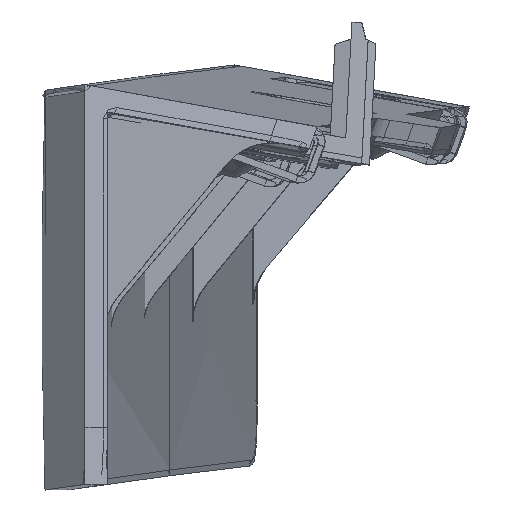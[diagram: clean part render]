
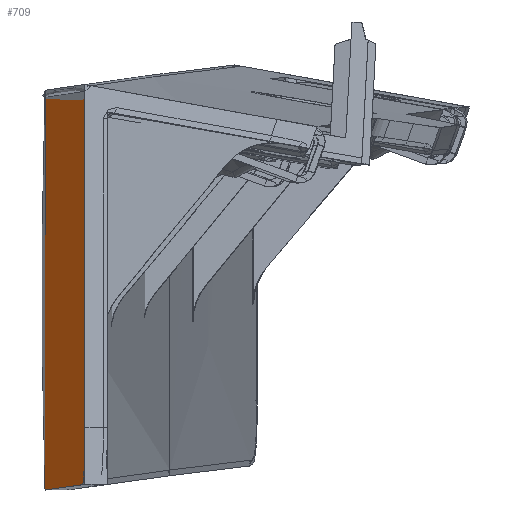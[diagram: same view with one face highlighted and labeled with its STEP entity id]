
A CAD part, left-side view. The second image highlights one B-rep face of the part: STEP entity #709.
In plain terms, the highlighted free-form (B-spline) face has degree [1, 3] with [3, 8] control points.
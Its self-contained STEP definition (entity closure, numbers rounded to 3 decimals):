
#709=ADVANCED_FACE('',(#1390),#1187,.T.);
#1187=B_SPLINE_SURFACE_WITH_KNOTS('',1,3,((#18430,#18431,#18432,#18433,
#18434,#18435,#18436,#18437),(#18438,#18439,#18440,#18441,#18442,#18443,
#18444,#18445),(#18446,#18447,#18448,#18449,#18450,#18451,#18452,#18453)),
 .UNSPECIFIED.,.F.,.F.,.F.,(2,1,2),(4,1,3,4),(0.,0.083,1.),
(0.,0.482,0.963,1.),.UNSPECIFIED.);
#1390=FACE_OUTER_BOUND('',#1895,.T.);
#1895=EDGE_LOOP('',(#3208,#3209,#3210,#3211,#3212,#3213,#3214,#3215));
#3208=ORIENTED_EDGE('',*,*,#6411,.T.);
#3209=ORIENTED_EDGE('',*,*,#6464,.T.);
#3210=ORIENTED_EDGE('',*,*,#6395,.F.);
#3211=ORIENTED_EDGE('',*,*,#6465,.T.);
#3212=ORIENTED_EDGE('',*,*,#6466,.T.);
#3213=ORIENTED_EDGE('',*,*,#6467,.T.);
#3214=ORIENTED_EDGE('',*,*,#6468,.T.);
#3215=ORIENTED_EDGE('',*,*,#6412,.T.);
#5412=VERTEX_POINT('',#17569);
#5413=VERTEX_POINT('',#17580);
#5424=VERTEX_POINT('',#17699);
#5426=VERTEX_POINT('',#17748);
#5427=VERTEX_POINT('',#17753);
#5475=VERTEX_POINT('',#18417);
#5476=VERTEX_POINT('',#18422);
#5477=VERTEX_POINT('',#18425);
#6395=EDGE_CURVE('',#5412,#5413,#7768,.T.);
#6411=EDGE_CURVE('',#5427,#5426,#7784,.T.);
#6412=EDGE_CURVE('',#5424,#5427,#7785,.T.);
#6464=EDGE_CURVE('',#5426,#5413,#7836,.T.);
#6465=EDGE_CURVE('',#5412,#5475,#7837,.T.);
#6466=EDGE_CURVE('',#5475,#5476,#7838,.T.);
#6467=EDGE_CURVE('',#5476,#5477,#7839,.T.);
#6468=EDGE_CURVE('',#5477,#5424,#7840,.T.);
#7768=B_SPLINE_CURVE_WITH_KNOTS('',3,(#17570,#17571,#17572,#17573,#17574,
#17575,#17576,#17577,#17578,#17579),.UNSPECIFIED.,.F.,.F.,(4,3,3,4),(0.,
0.302,0.625,1.),.UNSPECIFIED.);
#7784=B_SPLINE_CURVE_WITH_KNOTS('',3,(#17749,#17750,#17751,#17752),
 .UNSPECIFIED.,.F.,.F.,(4,4),(0.,1.),.UNSPECIFIED.);
#7785=B_SPLINE_CURVE_WITH_KNOTS('',3,(#17754,#17755,#17756,#17757),
 .UNSPECIFIED.,.F.,.F.,(4,4),(0.,1.),.UNSPECIFIED.);
#7836=B_SPLINE_CURVE_WITH_KNOTS('',3,(#18407,#18408,#18409,#18410,#18411,
#18412),.UNSPECIFIED.,.F.,.F.,(4,2,4),(0.,0.5,1.),.UNSPECIFIED.);
#7837=B_SPLINE_CURVE_WITH_KNOTS('',3,(#18413,#18414,#18415,#18416),
 .UNSPECIFIED.,.F.,.F.,(4,4),(0.,1.),.UNSPECIFIED.);
#7838=B_SPLINE_CURVE_WITH_KNOTS('',3,(#18418,#18419,#18420,#18421),
 .UNSPECIFIED.,.F.,.F.,(4,4),(0.,1.),.UNSPECIFIED.);
#7839=B_SPLINE_CURVE_WITH_KNOTS('',1,(#18423,#18424),.UNSPECIFIED.,.F.,
 .F.,(2,2),(0.,1.),.UNSPECIFIED.);
#7840=B_SPLINE_CURVE_WITH_KNOTS('',3,(#18426,#18427,#18428,#18429),
 .UNSPECIFIED.,.F.,.F.,(4,4),(0.,1.),.UNSPECIFIED.);
#17569=CARTESIAN_POINT('',(-192.747,3651.881,7.874));
#17570=CARTESIAN_POINT('',(-192.747,3651.881,7.874));
#17571=CARTESIAN_POINT('',(-192.747,3651.881,4.906));
#17572=CARTESIAN_POINT('',(-192.747,3651.881,1.938));
#17573=CARTESIAN_POINT('',(-192.746,3651.881,-1.03));
#17574=CARTESIAN_POINT('',(-192.746,3651.881,-4.198));
#17575=CARTESIAN_POINT('',(-192.746,3651.881,-7.366));
#17576=CARTESIAN_POINT('',(-192.746,3651.881,-10.533));
#17577=CARTESIAN_POINT('',(-192.745,3651.881,-14.21));
#17578=CARTESIAN_POINT('',(-192.745,3651.881,-17.886));
#17579=CARTESIAN_POINT('',(-192.745,3651.881,-21.562));
#17580=CARTESIAN_POINT('',(-192.745,3651.881,-21.562));
#17699=CARTESIAN_POINT('',(-52.342,3655.356,-27.022));
#17748=CARTESIAN_POINT('',(-187.526,3652.085,-26.564));
#17749=CARTESIAN_POINT('',(-54.274,3655.335,-27.018));
#17750=CARTESIAN_POINT('',(-98.704,3654.851,-26.95));
#17751=CARTESIAN_POINT('',(-143.127,3653.774,-26.8));
#17752=CARTESIAN_POINT('',(-187.526,3652.082,-26.564));
#17753=CARTESIAN_POINT('',(-54.274,3655.335,-27.018));
#17754=CARTESIAN_POINT('',(-52.342,3655.356,-27.021));
#17755=CARTESIAN_POINT('',(-52.986,3655.349,-27.02));
#17756=CARTESIAN_POINT('',(-53.63,3655.342,-27.019));
#17757=CARTESIAN_POINT('',(-54.274,3655.335,-27.018));
#18407=CARTESIAN_POINT('',(-187.526,3652.082,-26.564));
#18408=CARTESIAN_POINT('',(-188.874,3652.031,-26.557));
#18409=CARTESIAN_POINT('',(-190.194,3651.98,-26.046));
#18410=CARTESIAN_POINT('',(-192.148,3651.904,-24.22));
#18411=CARTESIAN_POINT('',(-192.745,3651.881,-22.913));
#18412=CARTESIAN_POINT('',(-192.745,3651.881,-21.562));
#18413=CARTESIAN_POINT('',(-192.747,3651.881,7.874));
#18414=CARTESIAN_POINT('',(-145.602,3653.728,7.612));
#18415=CARTESIAN_POINT('',(-98.431,3654.882,7.448));
#18416=CARTESIAN_POINT('',(-51.252,3655.367,7.38));
#18417=CARTESIAN_POINT('',(-51.252,3655.367,7.38));
#18418=CARTESIAN_POINT('',(-51.252,3655.367,7.38));
#18419=CARTESIAN_POINT('',(-51.239,3655.367,7.38));
#18420=CARTESIAN_POINT('',(-51.226,3655.367,7.38));
#18421=CARTESIAN_POINT('',(-51.213,3655.367,7.38));
#18422=CARTESIAN_POINT('',(-51.213,3655.367,7.38));
#18423=CARTESIAN_POINT('',(-51.213,3655.367,7.38));
#18424=CARTESIAN_POINT('',(-51.213,3655.367,-27.024));
#18425=CARTESIAN_POINT('',(-51.213,3655.367,-27.024));
#18426=CARTESIAN_POINT('',(-51.213,3655.367,-27.024));
#18427=CARTESIAN_POINT('',(-51.589,3655.364,-27.024));
#18428=CARTESIAN_POINT('',(-51.966,3655.36,-27.023));
#18429=CARTESIAN_POINT('',(-52.342,3655.356,-27.023));
#18430=CARTESIAN_POINT('',(-51.213,3655.367,10.716));
#18431=CARTESIAN_POINT('',(-92.707,3654.941,10.775));
#18432=CARTESIAN_POINT('',(-175.685,3653.053,11.038));
#18433=CARTESIAN_POINT('',(-258.586,3649.03,11.599));
#18434=CARTESIAN_POINT('',(-300.,3646.447,11.959));
#18435=CARTESIAN_POINT('',(-303.173,3646.25,11.986));
#18436=CARTESIAN_POINT('',(-306.347,3646.052,12.014));
#18437=CARTESIAN_POINT('',(-309.52,3645.854,12.041));
#18438=CARTESIAN_POINT('',(-51.213,3655.367,7.548));
#18439=CARTESIAN_POINT('',(-92.707,3654.941,7.607));
#18440=CARTESIAN_POINT('',(-175.685,3653.053,7.87));
#18441=CARTESIAN_POINT('',(-258.586,3649.03,8.431));
#18442=CARTESIAN_POINT('',(-300.,3646.447,8.791));
#18443=CARTESIAN_POINT('',(-303.173,3646.25,8.818));
#18444=CARTESIAN_POINT('',(-306.347,3646.052,8.846));
#18445=CARTESIAN_POINT('',(-309.52,3645.854,8.873));
#18446=CARTESIAN_POINT('',(-51.213,3655.367,-27.353));
#18447=CARTESIAN_POINT('',(-92.707,3654.941,-27.294));
#18448=CARTESIAN_POINT('',(-175.685,3653.053,-27.031));
#18449=CARTESIAN_POINT('',(-258.586,3649.03,-26.47));
#18450=CARTESIAN_POINT('',(-300.,3646.447,-26.11));
#18451=CARTESIAN_POINT('',(-303.173,3646.25,-26.083));
#18452=CARTESIAN_POINT('',(-306.347,3646.052,-26.055));
#18453=CARTESIAN_POINT('',(-309.52,3645.854,-26.028));
